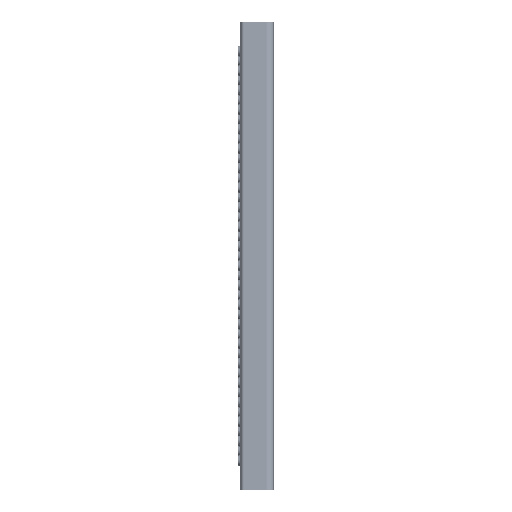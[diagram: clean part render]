
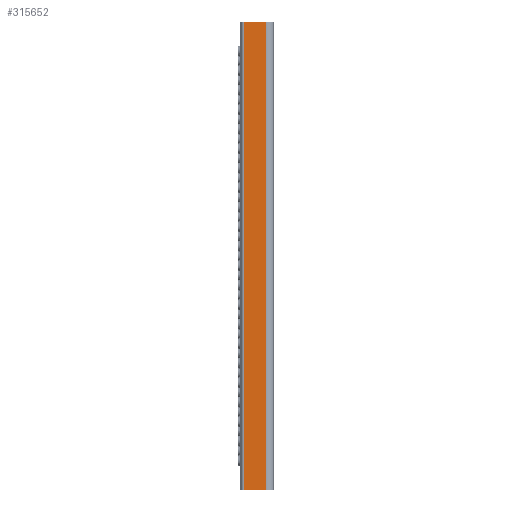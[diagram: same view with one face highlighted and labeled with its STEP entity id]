
A CAD part, left-side view. The second image highlights one B-rep face of the part: STEP entity #315652.
In plain terms, the highlighted planar face has unit normal (-1, 0, 0).
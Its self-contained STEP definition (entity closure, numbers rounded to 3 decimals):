
#6477 = CARTESIAN_POINT ( 'NONE',  ( -112.5, -32.5, 0. ) ) ;
#16577 = EDGE_CURVE ( 'NONE', #226423, #243055, #281168, .T. ) ;
#43439 = DIRECTION ( 'NONE',  ( 0., 0., -1. ) ) ;
#56016 = DIRECTION ( 'NONE',  ( 0., 1., 0. ) ) ;
#77809 = LINE ( 'NONE', #6477, #176290 ) ;
#82437 = CARTESIAN_POINT ( 'NONE',  ( -112.5, -32.5, 600. ) ) ;
#82522 = CARTESIAN_POINT ( 'NONE',  ( -112.5, -32.5, 600. ) ) ;
#83278 = CARTESIAN_POINT ( 'NONE',  ( -112.5, -4., 600. ) ) ;
#100668 = ORIENTED_EDGE ( 'NONE', *, *, #261876, .T. ) ;
#108251 = VECTOR ( 'NONE', #256351, 1000. ) ;
#112738 = VECTOR ( 'NONE', #43439, 1000. ) ;
#112877 = ORIENTED_EDGE ( 'NONE', *, *, #284530, .T. ) ;
#115529 = LINE ( 'NONE', #243026, #220145 ) ;
#117608 = CARTESIAN_POINT ( 'NONE',  ( -112.5, -32.5, 600. ) ) ;
#127179 = CARTESIAN_POINT ( 'NONE',  ( -112.5, -4., 0. ) ) ;
#133837 = PLANE ( 'NONE',  #295776 ) ;
#163578 = EDGE_CURVE ( 'NONE', #243055, #253616, #295213, .T. ) ;
#176290 = VECTOR ( 'NONE', #205396, 1000. ) ;
#181944 = DIRECTION ( 'NONE',  ( 1., 0., 0. ) ) ;
#183579 = FACE_OUTER_BOUND ( 'NONE', #246526, .T. ) ;
#194493 = ORIENTED_EDGE ( 'NONE', *, *, #16577, .F. ) ;
#205396 = DIRECTION ( 'NONE',  ( 0., -1., 0. ) ) ;
#220145 = VECTOR ( 'NONE', #269480, 1000. ) ;
#226423 = VERTEX_POINT ( 'NONE', #83278 ) ;
#243026 = CARTESIAN_POINT ( 'NONE',  ( -112.5, -4., 600. ) ) ;
#243055 = VERTEX_POINT ( 'NONE', #117608 ) ;
#246526 = EDGE_LOOP ( 'NONE', ( #112877, #305936, #194493, #100668 ) ) ;
#253616 = VERTEX_POINT ( 'NONE', #262386 ) ;
#256351 = DIRECTION ( 'NONE',  ( 0., -1., 0. ) ) ;
#261876 = EDGE_CURVE ( 'NONE', #226423, #278596, #115529, .T. ) ;
#262386 = CARTESIAN_POINT ( 'NONE',  ( -112.5, -32.5, 0. ) ) ;
#269480 = DIRECTION ( 'NONE',  ( 0., 0., -1. ) ) ;
#278596 = VERTEX_POINT ( 'NONE', #127179 ) ;
#281168 = LINE ( 'NONE', #82437, #108251 ) ;
#284530 = EDGE_CURVE ( 'NONE', #278596, #253616, #77809, .T. ) ;
#295213 = LINE ( 'NONE', #301692, #112738 ) ;
#295776 = AXIS2_PLACEMENT_3D ( 'NONE', #82522, #181944, #56016 ) ;
#301692 = CARTESIAN_POINT ( 'NONE',  ( -112.5, -32.5, 600. ) ) ;
#305936 = ORIENTED_EDGE ( 'NONE', *, *, #163578, .F. ) ;
#315652 = ADVANCED_FACE ( 'NONE', ( #183579 ), #133837, .F. ) ;
